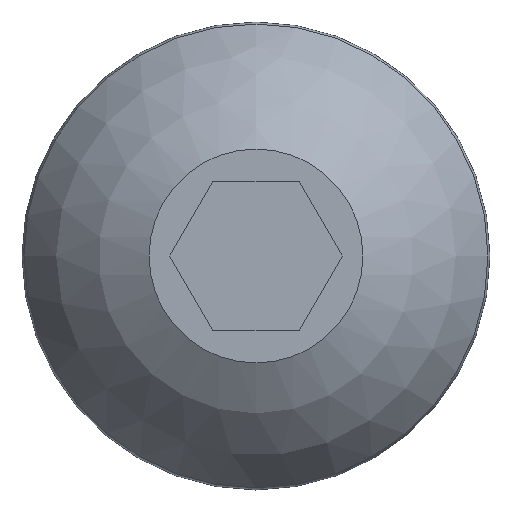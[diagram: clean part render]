
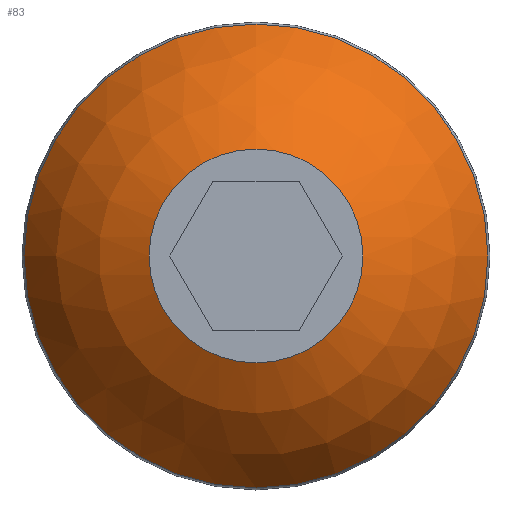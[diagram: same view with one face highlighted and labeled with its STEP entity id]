
A CAD part, left-side view. The second image highlights one B-rep face of the part: STEP entity #83.
In plain terms, the highlighted spherical face has radius 2.6 mm.
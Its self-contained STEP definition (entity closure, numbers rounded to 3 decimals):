
#42=SPHERICAL_SURFACE('',#313,2.6);
#45=FACE_BOUND('',#125,.T.);
#46=FACE_BOUND('',#126,.T.);
#83=ADVANCED_FACE('',(#45,#46),#42,.T.);
#125=EDGE_LOOP('',(#169));
#126=EDGE_LOOP('',(#170));
#150=CIRCLE('',#310,1.073);
#151=CIRCLE('',#312,2.328);
#169=ORIENTED_EDGE('',*,*,#266,.F.);
#170=ORIENTED_EDGE('',*,*,#267,.T.);
#240=VERTEX_POINT('',#467);
#241=VERTEX_POINT('',#470);
#266=EDGE_CURVE('',#240,#240,#150,.T.);
#267=EDGE_CURVE('',#241,#241,#151,.T.);
#310=AXIS2_PLACEMENT_3D('',#466,#348,#349);
#312=AXIS2_PLACEMENT_3D('',#469,#352,#353);
#313=AXIS2_PLACEMENT_3D('',#471,#354,#355);
#348=DIRECTION('',(-1.,0.,0.));
#349=DIRECTION('',(0.,0.,1.));
#352=DIRECTION('',(-1.,0.,0.));
#353=DIRECTION('',(0.,0.,1.));
#354=DIRECTION('',(-1.,0.,0.));
#355=DIRECTION('',(0.,1.,0.));
#466=CARTESIAN_POINT('',(-1719.394,-34.195,0.));
#467=CARTESIAN_POINT('',(-1719.394,-34.195,1.073));
#469=CARTESIAN_POINT('',(-1718.183,-34.195,0.));
#470=CARTESIAN_POINT('',(-1718.183,-34.195,2.328));
#471=CARTESIAN_POINT('',(-1717.026,-34.195,0.));
